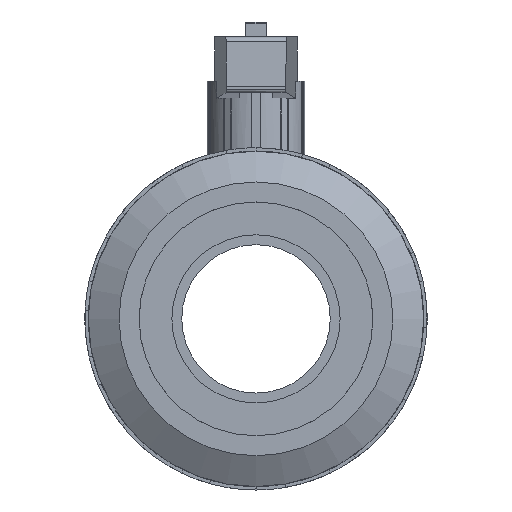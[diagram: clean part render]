
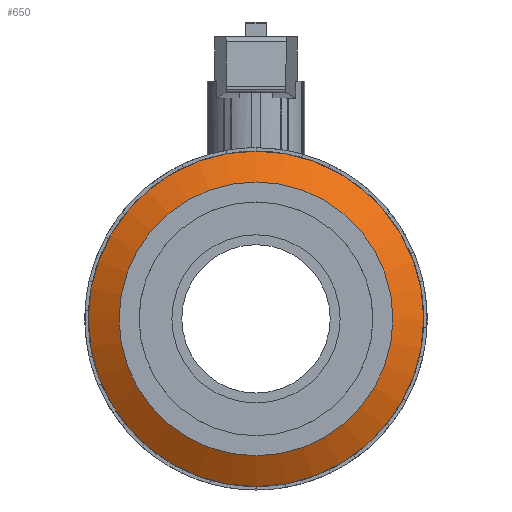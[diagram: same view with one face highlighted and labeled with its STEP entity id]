
A CAD part, left-side view. The second image highlights one B-rep face of the part: STEP entity #650.
In plain terms, the highlighted conical face has half-angle 60 degrees and reference radius 51.885 mm.
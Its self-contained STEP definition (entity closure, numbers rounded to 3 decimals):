
#623=CARTESIAN_POINT('',(-55.416,0.0,0.0));
#624=DIRECTION('',(1.0,0.0,0.0));
#625=DIRECTION('',(0.0,0.0,1.0));
#626=AXIS2_PLACEMENT_3D('',#623,#624,#625);
#627=CONICAL_SURFACE('',#626,51.885,60.);
#628=CARTESIAN_POINT('',(-58.744,0.,-46.12));
#629=VERTEX_POINT('',#628);
#630=CARTESIAN_POINT('',(-58.744,0.0,0.0));
#631=DIRECTION('',(-1.0,0.0,0.0));
#632=DIRECTION('',(0.0,0.0,1.0));
#633=AXIS2_PLACEMENT_3D('',#630,#631,#632);
#634=CIRCLE('',#633,46.12);
#635=EDGE_CURVE('',#629,#629,#634,.T.);
#636=ORIENTED_EDGE('',*,*,#635,.F.);
#637=EDGE_LOOP('',(#636));
#638=FACE_OUTER_BOUND('',#637,.T.);
#639=CARTESIAN_POINT('',(-52.753,0.,-56.497));
#640=VERTEX_POINT('',#639);
#641=CARTESIAN_POINT('',(-52.753,0.0,0.0));
#642=DIRECTION('',(-1.0,0.0,0.0));
#643=DIRECTION('',(0.0,0.0,1.0));
#644=AXIS2_PLACEMENT_3D('',#641,#642,#643);
#645=CIRCLE('',#644,56.497);
#646=EDGE_CURVE('',#640,#640,#645,.T.);
#647=ORIENTED_EDGE('',*,*,#646,.T.);
#648=EDGE_LOOP('',(#647));
#649=FACE_BOUND('',#648,.T.);
#650=ADVANCED_FACE('',(#638,#649),#627,.T.);
